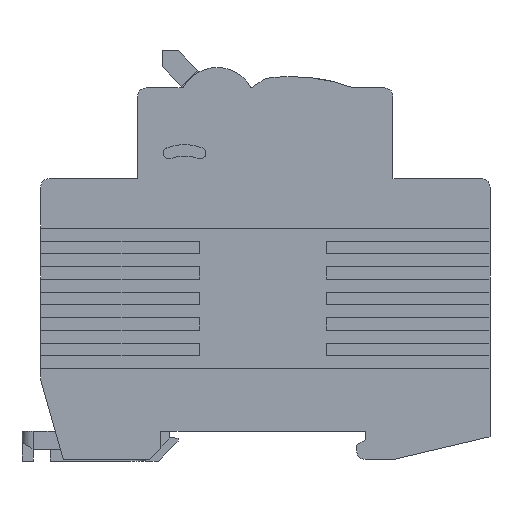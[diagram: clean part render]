
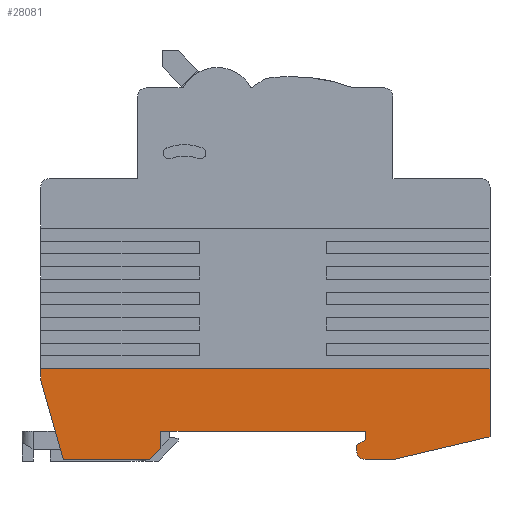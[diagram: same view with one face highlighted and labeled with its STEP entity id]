
A CAD part, left-side view. The second image highlights one B-rep face of the part: STEP entity #28081.
In plain terms, the highlighted face is planar.
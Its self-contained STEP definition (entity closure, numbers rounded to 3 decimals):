
#74 = CARTESIAN_POINT ( 'NONE',  ( 71.2, 79.2, -32. ) ) ;
#193 = LINE ( 'NONE', #5835, #26730 ) ;
#406 = VERTEX_POINT ( 'NONE', #22331 ) ;
#669 = ORIENTED_EDGE ( 'NONE', *, *, #18482, .F. ) ;
#882 = VECTOR ( 'NONE', #7984, 1000. ) ;
#915 = DIRECTION ( 'NONE',  ( 0., -1., 0. ) ) ;
#957 = VECTOR ( 'NONE', #16404, 1000. ) ;
#1080 = FACE_OUTER_BOUND ( 'NONE', #15978, .T. ) ;
#1755 = LINE ( 'NONE', #6591, #11647 ) ;
#1923 = EDGE_CURVE ( 'NONE', #24536, #28348, #15615, .T. ) ;
#2381 = LINE ( 'NONE', #28358, #30493 ) ;
#3079 = PLANE ( 'NONE',  #21853 ) ;
#3540 = CARTESIAN_POINT ( 'NONE',  ( 71.2, 39.2, -32. ) ) ;
#4816 = VERTEX_POINT ( 'NONE', #12803 ) ;
#5390 = EDGE_CURVE ( 'NONE', #30572, #24536, #11253, .T. ) ;
#5835 = CARTESIAN_POINT ( 'NONE',  ( 71.2, 55.7, -43. ) ) ;
#6360 = DIRECTION ( 'NONE',  ( 0., 1., 0. ) ) ;
#6523 = EDGE_CURVE ( 'NONE', #15602, #4816, #1755, .T. ) ;
#6591 = CARTESIAN_POINT ( 'NONE',  ( 71.2, 39.2, -48. ) ) ;
#7749 = ORIENTED_EDGE ( 'NONE', *, *, #23181, .T. ) ;
#7984 = DIRECTION ( 'NONE',  ( 0., 0., -1. ) ) ;
#8293 = ORIENTED_EDGE ( 'NONE', *, *, #20465, .T. ) ;
#8413 = ORIENTED_EDGE ( 'NONE', *, *, #28152, .T. ) ;
#8725 = CARTESIAN_POINT ( 'NONE',  ( 71.2, 57.2, -43. ) ) ;
#8751 = CARTESIAN_POINT ( 'NONE',  ( 71.2, 39.2, -43. ) ) ;
#8886 = LINE ( 'NONE', #21227, #29386 ) ;
#9383 = LINE ( 'NONE', #3540, #14574 ) ;
#11100 = LINE ( 'NONE', #21269, #26984 ) ;
#11253 = LINE ( 'NONE', #21417, #957 ) ;
#11416 = LINE ( 'NONE', #8751, #11740 ) ;
#11647 = VECTOR ( 'NONE', #22420, 1000. ) ;
#11740 = VECTOR ( 'NONE', #13265, 1000. ) ;
#11741 = EDGE_CURVE ( 'NONE', #26540, #28469, #12815, .T. ) ;
#12014 = CARTESIAN_POINT ( 'NONE',  ( 71.2, 57.2, -44.5 ) ) ;
#12274 = EDGE_CURVE ( 'NONE', #21871, #406, #11100, .T. ) ;
#12359 = VECTOR ( 'NONE', #24940, 1000. ) ;
#12650 = CARTESIAN_POINT ( 'NONE',  ( 71.2, 21.2, -43. ) ) ;
#12803 = CARTESIAN_POINT ( 'NONE',  ( 71.2, 19.2, -48. ) ) ;
#12815 = LINE ( 'NONE', #12650, #882 ) ;
#12982 = VECTOR ( 'NONE', #14385, 1000. ) ;
#13265 = DIRECTION ( 'NONE',  ( 0., 1., 0. ) ) ;
#13428 = CARTESIAN_POINT ( 'NONE',  ( 71.2, 39.2, -43. ) ) ;
#13462 = CARTESIAN_POINT ( 'NONE',  ( 71.2, 57.2, -48. ) ) ;
#14039 = EDGE_CURVE ( 'NONE', #20790, #23604, #22383, .T. ) ;
#14361 = CARTESIAN_POINT ( 'NONE',  ( 71.2, 79.2, -44. ) ) ;
#14385 = DIRECTION ( 'NONE',  ( 0., 0., -1. ) ) ;
#14574 = VECTOR ( 'NONE', #16869, 1000. ) ;
#14620 = CARTESIAN_POINT ( 'NONE',  ( 71.2, 31.7, -35.5 ) ) ;
#14777 = DIRECTION ( 'NONE',  ( 1., 0., 0. ) ) ;
#14784 = LINE ( 'NONE', #14620, #12359 ) ;
#15329 = ORIENTED_EDGE ( 'NONE', *, *, #11741, .F. ) ;
#15602 = VERTEX_POINT ( 'NONE', #16464 ) ;
#15615 = LINE ( 'NONE', #23294, #16957 ) ;
#15978 = EDGE_LOOP ( 'NONE', ( #23685, #17808, #7749, #669, #25696, #23205, #15329, #8413, #8293, #29054, #29751, #16968, #31972, #26217 ) ) ;
#16136 = VERTEX_POINT ( 'NONE', #20031 ) ;
#16404 = DIRECTION ( 'NONE',  ( 0., 0., -1. ) ) ;
#16464 = CARTESIAN_POINT ( 'NONE',  ( 71.2, 4., -48. ) ) ;
#16869 = DIRECTION ( 'NONE',  ( 0., -1., 0. ) ) ;
#16957 = VECTOR ( 'NONE', #26429, 1000. ) ;
#16968 = ORIENTED_EDGE ( 'NONE', *, *, #14039, .T. ) ;
#17308 = EDGE_CURVE ( 'NONE', #23604, #28348, #28703, .T. ) ;
#17808 = ORIENTED_EDGE ( 'NONE', *, *, #20375, .T. ) ;
#18237 = EDGE_CURVE ( 'NONE', #28469, #4816, #14784, .T. ) ;
#18482 = EDGE_CURVE ( 'NONE', #15602, #27653, #8886, .T. ) ;
#18788 = EDGE_CURVE ( 'NONE', #20790, #406, #193, .T. ) ;
#20031 = CARTESIAN_POINT ( 'NONE',  ( 71.2, 57.2, -43. ) ) ;
#20272 = AXIS2_PLACEMENT_3D ( 'NONE', #21667, #14777, #27261 ) ;
#20308 = CARTESIAN_POINT ( 'NONE',  ( 71.2, 0., -34. ) ) ;
#20366 = DIRECTION ( 'NONE',  ( 0., 0., 1. ) ) ;
#20375 = EDGE_CURVE ( 'NONE', #30572, #22865, #9383, .T. ) ;
#20465 = EDGE_CURVE ( 'NONE', #16136, #21871, #31531, .T. ) ;
#20553 = DIRECTION ( 'NONE',  ( 0., 0., -1. ) ) ;
#20790 = VERTEX_POINT ( 'NONE', #29003 ) ;
#21227 = CARTESIAN_POINT ( 'NONE',  ( 71.2, 5.336, -52.675 ) ) ;
#21269 = CARTESIAN_POINT ( 'NONE',  ( 71.2, 45.431, -52.346 ) ) ;
#21417 = CARTESIAN_POINT ( 'NONE',  ( 71.2, 79.2, -43. ) ) ;
#21667 = CARTESIAN_POINT ( 'NONE',  ( 71.2, 57.2, -46.5 ) ) ;
#21830 = CARTESIAN_POINT ( 'NONE',  ( 71.2, 21.2, -46. ) ) ;
#21853 = AXIS2_PLACEMENT_3D ( 'NONE', #13428, #23436, #915 ) ;
#21871 = VERTEX_POINT ( 'NONE', #12014 ) ;
#22331 = CARTESIAN_POINT ( 'NONE',  ( 71.2, 55.7, -45.5 ) ) ;
#22383 = CIRCLE ( 'NONE', #20272, 1.5 ) ;
#22420 = DIRECTION ( 'NONE',  ( 0., 1., 0. ) ) ;
#22683 = CARTESIAN_POINT ( 'NONE',  ( 71.2, 62.2, -48. ) ) ;
#22865 = VERTEX_POINT ( 'NONE', #24229 ) ;
#23181 = EDGE_CURVE ( 'NONE', #22865, #27653, #2381, .T. ) ;
#23205 = ORIENTED_EDGE ( 'NONE', *, *, #18237, .F. ) ;
#23294 = CARTESIAN_POINT ( 'NONE',  ( 71.2, 41.521, -52.866 ) ) ;
#23436 = DIRECTION ( 'NONE',  ( -1., 0., 0. ) ) ;
#23604 = VERTEX_POINT ( 'NONE', #13462 ) ;
#23685 = ORIENTED_EDGE ( 'NONE', *, *, #5390, .F. ) ;
#24229 = CARTESIAN_POINT ( 'NONE',  ( 71.2, 0., -32. ) ) ;
#24536 = VERTEX_POINT ( 'NONE', #14361 ) ;
#24940 = DIRECTION ( 'NONE',  ( 0., -0.707, -0.707 ) ) ;
#25696 = ORIENTED_EDGE ( 'NONE', *, *, #6523, .T. ) ;
#26217 = ORIENTED_EDGE ( 'NONE', *, *, #1923, .F. ) ;
#26429 = DIRECTION ( 'NONE',  ( 0., -0.973, -0.229 ) ) ;
#26540 = VERTEX_POINT ( 'NONE', #28208 ) ;
#26730 = VECTOR ( 'NONE', #20366, 1000. ) ;
#26984 = VECTOR ( 'NONE', #31403, 1000. ) ;
#27261 = DIRECTION ( 'NONE',  ( 0., 0., -1. ) ) ;
#27653 = VERTEX_POINT ( 'NONE', #20308 ) ;
#28081 = ADVANCED_FACE ( 'NONE', ( #1080 ), #3079, .F. ) ;
#28152 = EDGE_CURVE ( 'NONE', #26540, #16136, #11416, .T. ) ;
#28208 = CARTESIAN_POINT ( 'NONE',  ( 71.2, 21.2, -43. ) ) ;
#28348 = VERTEX_POINT ( 'NONE', #22683 ) ;
#28358 = CARTESIAN_POINT ( 'NONE',  ( 71.2, 0., -43. ) ) ;
#28469 = VERTEX_POINT ( 'NONE', #21830 ) ;
#28703 = LINE ( 'NONE', #31842, #29859 ) ;
#29003 = CARTESIAN_POINT ( 'NONE',  ( 71.2, 55.7, -46.5 ) ) ;
#29054 = ORIENTED_EDGE ( 'NONE', *, *, #12274, .T. ) ;
#29386 = VECTOR ( 'NONE', #29537, 1000. ) ;
#29537 = DIRECTION ( 'NONE',  ( 0., -0.275, 0.962 ) ) ;
#29751 = ORIENTED_EDGE ( 'NONE', *, *, #18788, .F. ) ;
#29859 = VECTOR ( 'NONE', #6360, 1000. ) ;
#30493 = VECTOR ( 'NONE', #20553, 1000. ) ;
#30572 = VERTEX_POINT ( 'NONE', #74 ) ;
#31403 = DIRECTION ( 'NONE',  ( 0., -0.832, -0.555 ) ) ;
#31531 = LINE ( 'NONE', #8725, #12982 ) ;
#31842 = CARTESIAN_POINT ( 'NONE',  ( 71.2, 39.2, -48. ) ) ;
#31972 = ORIENTED_EDGE ( 'NONE', *, *, #17308, .T. ) ;
